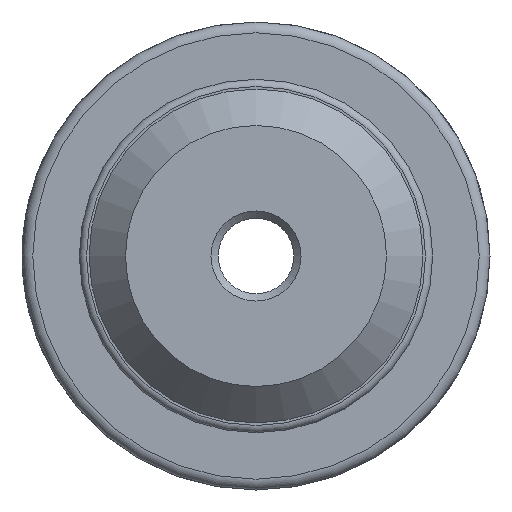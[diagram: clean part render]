
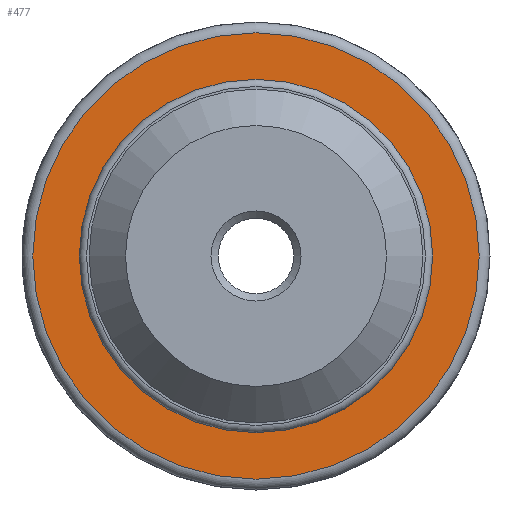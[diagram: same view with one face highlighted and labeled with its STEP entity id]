
A CAD part, left-side view. The second image highlights one B-rep face of the part: STEP entity #477.
In plain terms, the highlighted planar face has unit normal (-1, 0, 0).
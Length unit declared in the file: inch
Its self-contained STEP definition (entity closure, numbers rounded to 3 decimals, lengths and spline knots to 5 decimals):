
#82=FACE_BOUND('',#147,.T.);
#91=PLANE('',#550);
#113=FACE_OUTER_BOUND('',#146,.T.);
#146=EDGE_LOOP('',(#406));
#147=EDGE_LOOP('',(#407));
#163=CIRCLE('',#509,0.245);
#187=CIRCLE('',#551,0.3095);
#205=VERTEX_POINT('',#757);
#234=VERTEX_POINT('',#857);
#250=EDGE_CURVE('',#205,#205,#163,.T.);
#295=EDGE_CURVE('',#234,#234,#187,.T.);
#406=ORIENTED_EDGE('',*,*,#295,.F.);
#407=ORIENTED_EDGE('',*,*,#250,.T.);
#477=ADVANCED_FACE('',(#113,#82),#91,.T.);
#509=AXIS2_PLACEMENT_3D('',#758,#592,#593);
#550=AXIS2_PLACEMENT_3D('',#856,#691,#692);
#551=AXIS2_PLACEMENT_3D('',#858,#693,#694);
#592=DIRECTION('center_axis',(1.,0.,0.));
#593=DIRECTION('ref_axis',(0.,0.,-1.));
#691=DIRECTION('center_axis',(-1.,0.,0.));
#692=DIRECTION('ref_axis',(0.,0.,1.));
#693=DIRECTION('center_axis',(1.,0.,0.));
#694=DIRECTION('ref_axis',(0.,0.,-1.));
#757=CARTESIAN_POINT('',(0.789,-0.245,0.));
#758=CARTESIAN_POINT('Origin',(0.789,0.,0.));
#856=CARTESIAN_POINT('Origin',(0.789,0.3095,0.));
#857=CARTESIAN_POINT('',(0.789,0.,0.3095));
#858=CARTESIAN_POINT('Origin',(0.789,0.,0.));
